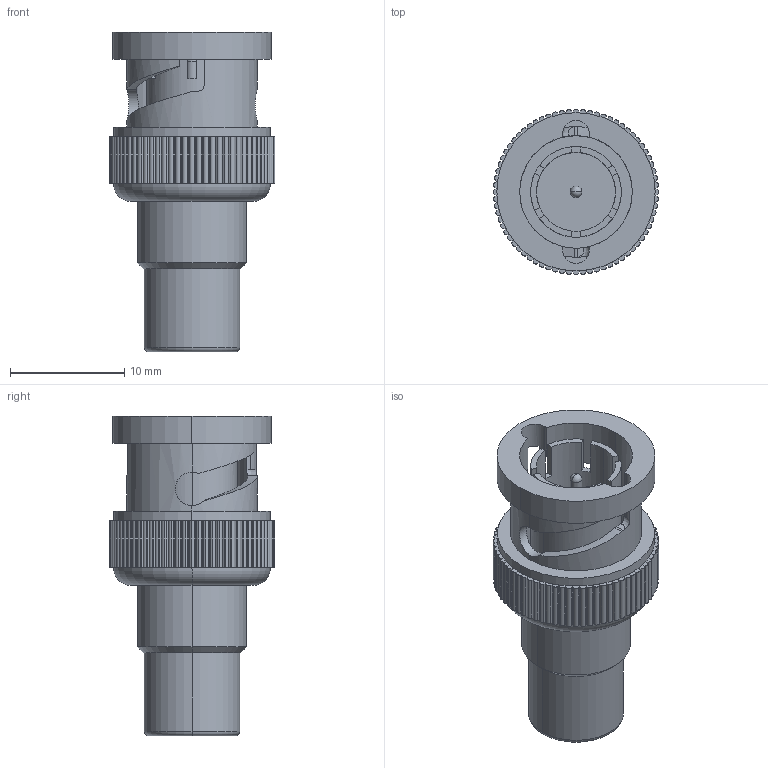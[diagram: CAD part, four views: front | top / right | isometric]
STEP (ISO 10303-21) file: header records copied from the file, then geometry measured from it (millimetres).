
FILE_DESCRIPTION (( 'STEP AP203' ), '1' );
FILE_NAME ('BA95.STEP', '2006-06-30T19:24:05', ( ' ' ), ( ' ' ), 'SwSTEP 2.0', 'SolidWorks 2005354', '' );
FILE_SCHEMA (( 'CONFIG_CONTROL_DESIGN' ));
Length unit declared in the file: inch
Products named in the file (1): BA95
Bounding box: 14.48 x 14.48 x 27.94 mm (x, y, z)
Volume: 1724.2 mm3; surface area: 2495.2 mm2
Topology: 1 solids, 1 shells, 331 faces, 959 edges, 635 vertices
Faces by surface type: plane 182, cylinder 133, bspline 8, torus 4, sphere 2, cone 2
Entity records: 11778 total; most frequent: CARTESIAN_POINT 2838, ORIENTED_EDGE 1910, DIRECTION 1839, EDGE_CURVE 955, VERTEX_POINT 633, LINE 619, VECTOR 619, AXIS2_PLACEMENT_3D 610
